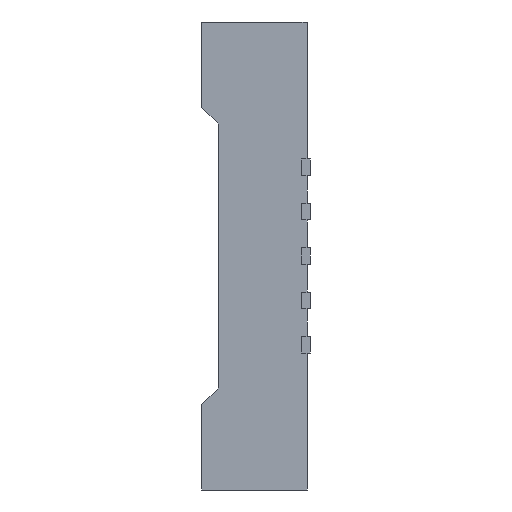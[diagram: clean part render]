
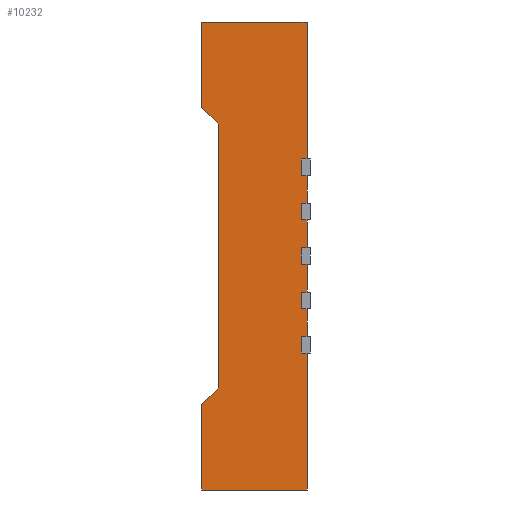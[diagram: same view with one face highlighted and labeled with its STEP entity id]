
A CAD part, left-side view. The second image highlights one B-rep face of the part: STEP entity #10232.
In plain terms, the highlighted planar face has unit normal (-1, 0, 0).
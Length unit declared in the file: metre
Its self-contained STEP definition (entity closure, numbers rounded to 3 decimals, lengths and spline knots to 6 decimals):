
#2010=ORIENTED_EDGE('',*,*,#4511,.F.);
#2011=ORIENTED_EDGE('',*,*,#4512,.T.);
#2012=ORIENTED_EDGE('',*,*,#4430,.T.);
#2013=ORIENTED_EDGE('',*,*,#4513,.F.);
#2014=ORIENTED_EDGE('',*,*,#4514,.F.);
#2015=ORIENTED_EDGE('',*,*,#4515,.T.);
#2016=ORIENTED_EDGE('',*,*,#3849,.T.);
#2017=ORIENTED_EDGE('',*,*,#3769,.F.);
#2018=ORIENTED_EDGE('',*,*,#4516,.F.);
#2019=ORIENTED_EDGE('',*,*,#4367,.T.);
#2020=ORIENTED_EDGE('',*,*,#3864,.T.);
#2021=ORIENTED_EDGE('',*,*,#4054,.F.);
#2022=ORIENTED_EDGE('',*,*,#4517,.F.);
#2023=ORIENTED_EDGE('',*,*,#4518,.T.);
#2024=ORIENTED_EDGE('',*,*,#4091,.T.);
#2025=ORIENTED_EDGE('',*,*,#4049,.F.);
#2026=ORIENTED_EDGE('',*,*,#4519,.F.);
#2027=ORIENTED_EDGE('',*,*,#4520,.T.);
#2028=ORIENTED_EDGE('',*,*,#4095,.T.);
#2029=ORIENTED_EDGE('',*,*,#3844,.F.);
#2030=ORIENTED_EDGE('',*,*,#4521,.F.);
#2031=ORIENTED_EDGE('',*,*,#4522,.T.);
#2032=ORIENTED_EDGE('',*,*,#4523,.T.);
#2033=ORIENTED_EDGE('',*,*,#4524,.F.);
#2034=ORIENTED_EDGE('',*,*,#4525,.F.);
#2035=ORIENTED_EDGE('',*,*,#4526,.T.);
#2036=ORIENTED_EDGE('',*,*,#4527,.F.);
#2037=ORIENTED_EDGE('',*,*,#4528,.F.);
#3769=EDGE_CURVE('',#5265,#5266,#6178,.T.);
#3844=EDGE_CURVE('',#5317,#5318,#6227,.T.);
#3849=EDGE_CURVE('',#5322,#5266,#6231,.T.);
#3864=EDGE_CURVE('',#5331,#5332,#6245,.T.);
#4049=EDGE_CURVE('',#5464,#5465,#6389,.T.);
#4054=EDGE_CURVE('',#5468,#5332,#6393,.T.);
#4091=EDGE_CURVE('',#5494,#5465,#6421,.T.);
#4095=EDGE_CURVE('',#5496,#5318,#6425,.T.);
#4367=EDGE_CURVE('',#5676,#5331,#6633,.T.);
#4430=EDGE_CURVE('',#5717,#5718,#6678,.T.);
#4511=EDGE_CURVE('',#5756,#5757,#6739,.T.);
#4512=EDGE_CURVE('',#5756,#5717,#6740,.T.);
#4513=EDGE_CURVE('',#5758,#5718,#6741,.T.);
#4514=EDGE_CURVE('',#5759,#5758,#6742,.T.);
#4515=EDGE_CURVE('',#5759,#5322,#6743,.T.);
#4516=EDGE_CURVE('',#5676,#5265,#6744,.T.);
#4517=EDGE_CURVE('',#5760,#5468,#6745,.T.);
#4518=EDGE_CURVE('',#5760,#5494,#6746,.T.);
#4519=EDGE_CURVE('',#5761,#5464,#6747,.T.);
#4520=EDGE_CURVE('',#5761,#5496,#6748,.T.);
#4521=EDGE_CURVE('',#5762,#5317,#6749,.T.);
#4522=EDGE_CURVE('',#5762,#5763,#6750,.T.);
#4523=EDGE_CURVE('',#5763,#5764,#6751,.T.);
#4524=EDGE_CURVE('',#5765,#5764,#6752,.T.);
#4525=EDGE_CURVE('',#5766,#5765,#6753,.T.);
#4526=EDGE_CURVE('',#5766,#5767,#6754,.T.);
#4527=EDGE_CURVE('',#5768,#5767,#6755,.T.);
#4528=EDGE_CURVE('',#5757,#5768,#6756,.T.);
#5265=VERTEX_POINT('',#14886);
#5266=VERTEX_POINT('',#14888);
#5317=VERTEX_POINT('',#15118);
#5318=VERTEX_POINT('',#15120);
#5322=VERTEX_POINT('',#15130);
#5331=VERTEX_POINT('',#15160);
#5332=VERTEX_POINT('',#15161);
#5464=VERTEX_POINT('',#15703);
#5465=VERTEX_POINT('',#15705);
#5468=VERTEX_POINT('',#15713);
#5494=VERTEX_POINT('',#15807);
#5496=VERTEX_POINT('',#15815);
#5676=VERTEX_POINT('',#16782);
#5717=VERTEX_POINT('',#16965);
#5718=VERTEX_POINT('',#16966);
#5756=VERTEX_POINT('',#17181);
#5757=VERTEX_POINT('',#17182);
#5758=VERTEX_POINT('',#17185);
#5759=VERTEX_POINT('',#17187);
#5760=VERTEX_POINT('',#17191);
#5761=VERTEX_POINT('',#17194);
#5762=VERTEX_POINT('',#17197);
#5763=VERTEX_POINT('',#17199);
#5764=VERTEX_POINT('',#17201);
#5765=VERTEX_POINT('',#17203);
#5766=VERTEX_POINT('',#17205);
#5767=VERTEX_POINT('',#17207);
#5768=VERTEX_POINT('',#17209);
#6178=LINE('',#14887,#7311);
#6227=LINE('',#15119,#7360);
#6231=LINE('',#15129,#7364);
#6245=LINE('',#15159,#7378);
#6389=LINE('',#15704,#7522);
#6393=LINE('',#15714,#7526);
#6421=LINE('',#15806,#7554);
#6425=LINE('',#15814,#7558);
#6633=LINE('',#16781,#7766);
#6678=LINE('',#16964,#7811);
#6739=LINE('',#17180,#7872);
#6740=LINE('',#17183,#7873);
#6741=LINE('',#17184,#7874);
#6742=LINE('',#17186,#7875);
#6743=LINE('',#17188,#7876);
#6744=LINE('',#17189,#7877);
#6745=LINE('',#17190,#7878);
#6746=LINE('',#17192,#7879);
#6747=LINE('',#17193,#7880);
#6748=LINE('',#17195,#7881);
#6749=LINE('',#17196,#7882);
#6750=LINE('',#17198,#7883);
#6751=LINE('',#17200,#7884);
#6752=LINE('',#17202,#7885);
#6753=LINE('',#17204,#7886);
#6754=LINE('',#17206,#7887);
#6755=LINE('',#17208,#7888);
#6756=LINE('',#17210,#7889);
#7311=VECTOR('',#11711,1.);
#7360=VECTOR('',#11848,1.);
#7364=VECTOR('',#11856,1.);
#7378=VECTOR('',#11884,1.);
#7522=VECTOR('',#12202,1.);
#7526=VECTOR('',#12210,1.);
#7554=VECTOR('',#12274,1.);
#7558=VECTOR('',#12282,1.);
#7766=VECTOR('',#12730,1.);
#7811=VECTOR('',#12853,1.);
#7872=VECTOR('',#12998,1.);
#7873=VECTOR('',#12999,1.);
#7874=VECTOR('',#13000,1.);
#7875=VECTOR('',#13001,1.);
#7876=VECTOR('',#13002,1.);
#7877=VECTOR('',#13003,1.);
#7878=VECTOR('',#13004,1.);
#7879=VECTOR('',#13005,1.);
#7880=VECTOR('',#13006,1.);
#7881=VECTOR('',#13007,1.);
#7882=VECTOR('',#13008,1.);
#7883=VECTOR('',#13009,1.);
#7884=VECTOR('',#13010,1.);
#7885=VECTOR('',#13011,1.);
#7886=VECTOR('',#13012,1.);
#7887=VECTOR('',#13013,1.);
#7888=VECTOR('',#13014,1.);
#7889=VECTOR('',#13015,1.);
#8626=EDGE_LOOP('',(#2010,#2011,#2012,#2013,#2014,#2015,#2016,#2017,#2018,
#2019,#2020,#2021,#2022,#2023,#2024,#2025,#2026,#2027,#2028,#2029,#2030,
#2031,#2032,#2033,#2034,#2035,#2036,#2037));
#9208=FACE_BOUND('',#8626,.T.);
#9719=PLANE('',#10999);
#10232=ADVANCED_FACE('',(#9208),#9719,.T.);
#10999=AXIS2_PLACEMENT_3D('',#17179,#12996,#12997);
#11711=DIRECTION('',(0.,1.,0.));
#11848=DIRECTION('',(0.,1.,0.));
#11856=DIRECTION('',(0.,0.,1.));
#11884=DIRECTION('',(0.,0.,1.));
#12202=DIRECTION('',(0.,1.,0.));
#12210=DIRECTION('',(0.,1.,0.));
#12274=DIRECTION('',(0.,0.,1.));
#12282=DIRECTION('',(0.,0.,1.));
#12730=DIRECTION('',(0.,1.,0.));
#12853=DIRECTION('',(0.,0.,1.));
#12996=DIRECTION('',(-1.,0.,0.));
#12997=DIRECTION('',(0.,-1.,0.));
#12998=DIRECTION('',(0.,0.,-1.));
#12999=DIRECTION('',(0.,1.,0.));
#13000=DIRECTION('',(0.,1.,0.));
#13001=DIRECTION('',(0.,0.,-1.));
#13002=DIRECTION('',(0.,1.,0.));
#13003=DIRECTION('',(0.,0.,-1.));
#13004=DIRECTION('',(0.,0.,-1.));
#13005=DIRECTION('',(0.,1.,0.));
#13006=DIRECTION('',(0.,0.,-1.));
#13007=DIRECTION('',(0.,1.,0.));
#13008=DIRECTION('',(0.,0.,-1.));
#13009=DIRECTION('',(0.,1.,0.));
#13010=DIRECTION('',(0.,0.,-1.));
#13011=DIRECTION('',(0.,0.707,0.707));
#13012=DIRECTION('',(0.,0.,1.));
#13013=DIRECTION('',(0.,0.707,-0.707));
#13014=DIRECTION('',(0.,0.,1.));
#13015=DIRECTION('',(0.,1.,0.));
#14886=CARTESIAN_POINT('',(0.016299,-0.001325,0.008575));
#14887=CARTESIAN_POINT('',(0.016299,-0.001328,0.008575));
#14888=CARTESIAN_POINT('',(0.016299,-0.001275,0.008575));
#15118=CARTESIAN_POINT('',(0.016299,-0.001325,0.009775));
#15119=CARTESIAN_POINT('',(0.016299,-0.001328,0.009775));
#15120=CARTESIAN_POINT('',(0.016299,-0.001275,0.009775));
#15129=CARTESIAN_POINT('',(0.016299,-0.001275,0.0081));
#15130=CARTESIAN_POINT('',(0.016299,-0.001275,0.008425));
#15159=CARTESIAN_POINT('',(0.016299,-0.001275,0.0081));
#15160=CARTESIAN_POINT('',(0.016299,-0.001275,0.008825));
#15161=CARTESIAN_POINT('',(0.016299,-0.001275,0.008975));
#15703=CARTESIAN_POINT('',(0.016299,-0.001325,0.009375));
#15704=CARTESIAN_POINT('',(0.016299,-0.001328,0.009375));
#15705=CARTESIAN_POINT('',(0.016299,-0.001275,0.009375));
#15713=CARTESIAN_POINT('',(0.016299,-0.001325,0.008975));
#15714=CARTESIAN_POINT('',(0.016299,-0.001328,0.008975));
#15806=CARTESIAN_POINT('',(0.016299,-0.001275,0.0081));
#15807=CARTESIAN_POINT('',(0.016299,-0.001275,0.009225));
#15814=CARTESIAN_POINT('',(0.016299,-0.001275,0.0081));
#15815=CARTESIAN_POINT('',(0.016299,-0.001275,0.009625));
#16781=CARTESIAN_POINT('',(0.016299,-0.000722,0.008825));
#16782=CARTESIAN_POINT('',(0.016299,-0.001325,0.008825));
#16964=CARTESIAN_POINT('',(0.016299,-0.001275,0.0081));
#16965=CARTESIAN_POINT('',(0.016299,-0.001275,0.008025));
#16966=CARTESIAN_POINT('',(0.016299,-0.001275,0.008175));
#17179=CARTESIAN_POINT('',(0.016299,-0.000585,0.0081));
#17180=CARTESIAN_POINT('',(0.016299,-0.001325,0.009933));
#17181=CARTESIAN_POINT('',(0.016299,-0.001325,0.008025));
#17182=CARTESIAN_POINT('',(0.016299,-0.001325,0.00679));
#17183=CARTESIAN_POINT('',(0.016299,-0.000585,0.008025));
#17184=CARTESIAN_POINT('',(0.016299,-0.000722,0.008175));
#17185=CARTESIAN_POINT('',(0.016299,-0.001325,0.008175));
#17186=CARTESIAN_POINT('',(0.016299,-0.001325,0.009933));
#17187=CARTESIAN_POINT('',(0.016299,-0.001325,0.008425));
#17188=CARTESIAN_POINT('',(0.016299,-0.000722,0.008425));
#17189=CARTESIAN_POINT('',(0.016299,-0.001325,0.0081));
#17190=CARTESIAN_POINT('',(0.016299,-0.001325,0.0081));
#17191=CARTESIAN_POINT('',(0.016299,-0.001325,0.009225));
#17192=CARTESIAN_POINT('',(0.016299,-0.000585,0.009225));
#17193=CARTESIAN_POINT('',(0.016299,-0.001325,0.009933));
#17194=CARTESIAN_POINT('',(0.016299,-0.001325,0.009625));
#17195=CARTESIAN_POINT('',(0.016299,-0.000585,0.009625));
#17196=CARTESIAN_POINT('',(0.016299,-0.001325,0.009933));
#17197=CARTESIAN_POINT('',(0.016299,-0.001325,0.01101));
#17198=CARTESIAN_POINT('',(0.016299,-0.000722,0.01101));
#17199=CARTESIAN_POINT('',(0.016299,-0.000375,0.01101));
#17200=CARTESIAN_POINT('',(0.016299,-0.000375,0.0097));
#17201=CARTESIAN_POINT('',(0.016299,-0.000375,0.01024));
#17202=CARTESIAN_POINT('',(0.016299,-0.00045,0.010165));
#17203=CARTESIAN_POINT('',(0.016299,-0.000525,0.01009));
#17204=CARTESIAN_POINT('',(0.016299,-0.000525,0.0097));
#17205=CARTESIAN_POINT('',(0.016299,-0.000525,0.00771));
#17206=CARTESIAN_POINT('',(0.016299,-0.000915,0.0081));
#17207=CARTESIAN_POINT('',(0.016299,-0.000375,0.00756));
#17208=CARTESIAN_POINT('',(0.016299,-0.000375,0.01101));
#17209=CARTESIAN_POINT('',(0.016299,-0.000375,0.00679));
#17210=CARTESIAN_POINT('',(0.016299,-0.000722,0.00679));
